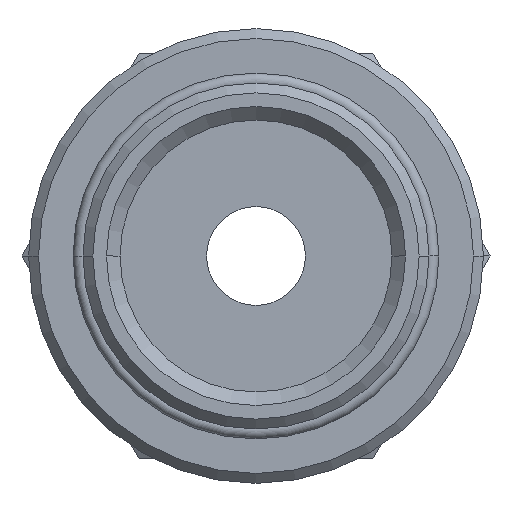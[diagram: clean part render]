
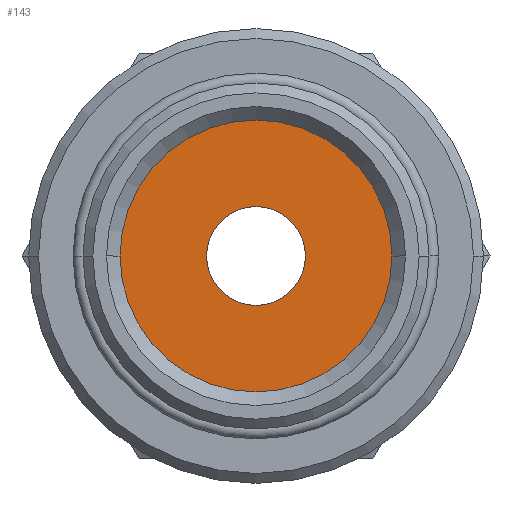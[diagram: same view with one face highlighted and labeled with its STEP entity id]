
A CAD part, front view. The second image highlights one B-rep face of the part: STEP entity #143.
In plain terms, the highlighted planar face has unit normal (0, -1, 0).
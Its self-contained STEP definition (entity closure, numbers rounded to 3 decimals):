
#143=ADVANCED_FACE('',(#320,#321),#322,.F.);
#320=FACE_BOUND('',#539,.T.);
#321=FACE_OUTER_BOUND('',#540,.T.);
#322=PLANE('',#541);
#539=EDGE_LOOP('',(#878,#879));
#540=EDGE_LOOP('',(#880,#881));
#541=AXIS2_PLACEMENT_3D('',#882,#883,#884);
#878=ORIENTED_EDGE('',*,*,#1298,.T.);
#879=ORIENTED_EDGE('',*,*,#1324,.T.);
#880=ORIENTED_EDGE('',*,*,#1301,.F.);
#881=ORIENTED_EDGE('',*,*,#1322,.F.);
#882=CARTESIAN_POINT('',(9.375,35.0,0.0));
#883=DIRECTION('',(-0.0,1.0,0.0));
#884=DIRECTION('',(1.0,0.0,0.0));
#1298=EDGE_CURVE('',#1557,#1561,#1563,.T.);
#1301=EDGE_CURVE('',#1565,#1568,#1569,.T.);
#1322=EDGE_CURVE('',#1568,#1565,#1593,.T.);
#1324=EDGE_CURVE('',#1561,#1557,#1595,.T.);
#1557=VERTEX_POINT('',#1914);
#1561=VERTEX_POINT('',#1919);
#1563=CIRCLE('',#1922,5.0);
#1565=VERTEX_POINT('',#1924);
#1568=VERTEX_POINT('',#1928);
#1569=CIRCLE('',#1929,13.75);
#1593=CIRCLE('',#1958,13.75);
#1595=CIRCLE('',#1960,5.0);
#1914=CARTESIAN_POINT('',(5.0,35.0,0.0));
#1919=CARTESIAN_POINT('',(-5.0,35.0,0.));
#1922=AXIS2_PLACEMENT_3D('',#2421,#2422,#2423);
#1924=CARTESIAN_POINT('',(13.75,35.0,0.0));
#1928=CARTESIAN_POINT('',(-13.75,35.0,0.));
#1929=AXIS2_PLACEMENT_3D('',#2425,#2426,#2427);
#1958=AXIS2_PLACEMENT_3D('',#2457,#2458,#2459);
#1960=AXIS2_PLACEMENT_3D('',#2460,#2461,#2462);
#2421=CARTESIAN_POINT('',(0.0,35.0,0.0));
#2422=DIRECTION('',(-0.0,1.0,0.0));
#2423=DIRECTION('',(1.0,0.0,0.0));
#2425=CARTESIAN_POINT('',(0.0,35.0,0.0));
#2426=DIRECTION('',(-0.0,1.0,0.0));
#2427=DIRECTION('',(1.0,0.0,0.0));
#2457=CARTESIAN_POINT('',(0.0,35.0,0.0));
#2458=DIRECTION('',(-0.0,1.0,0.0));
#2459=DIRECTION('',(1.0,0.0,0.0));
#2460=CARTESIAN_POINT('',(0.0,35.0,0.0));
#2461=DIRECTION('',(-0.0,1.0,0.0));
#2462=DIRECTION('',(1.0,0.0,0.0));
